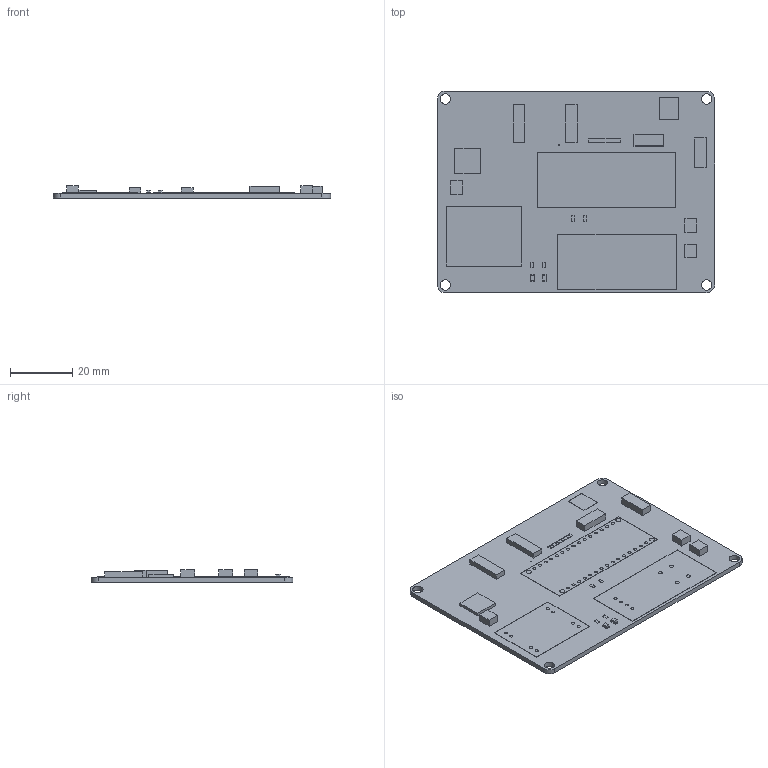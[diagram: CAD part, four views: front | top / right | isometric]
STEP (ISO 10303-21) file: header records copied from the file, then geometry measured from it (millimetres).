
FILE_DESCRIPTION(/* description */ (''),/* implementation_level */ '2;1');
FILE_NAME(/* name */ '04a0a3d5-8548-43e5-bb67-3e6d682bfcc3.stp',/* time_stamp */ '2023-11-04T03:41:40Z',/* author */ (''),/* organization */ (''),/* preprocessor_version */ 'ST-DEVELOPER v20',/* originating_system */ 'Autodesk Translation Framework v12.14.0.127',/* authorisation */ '');
FILE_SCHEMA (('AUTOMOTIVE_DESIGN { 1 0 10303 214 3 1 1 }'));
Length unit declared in the file: millimetre
Products named in the file (14): 04a0a3d5-8548-43e5-bb67-3e6d682bfcc3; PCB Component; Board; LOGO; 1X04_LONGPADS; ARDUINO-NANO-3.0; 47; CHIP-LED0805; 1X04_LONGPADS (1); 1X05_LONGPADS; DCDC; DC_MC; 1X02_LONGPADS; POWER_JACKPOWER_JACK_SLOT
Assembly tree (21 placements, depth 3):
  04a0a3d5-8548-43e5-bb67-3e6d682bfcc3
    PCB Component
      Board
      LOGO
      1X04_LONGPADS
      ARDUINO-NANO-3.0
      47  x4
      CHIP-LED0805  x2
      1X04_LONGPADS (1)  x2
      1X05_LONGPADS  x2
      DCDC
      DC_MC
      1X02_LONGPADS  x3
      POWER_JACKPOWER_JACK_SLOT
Bounding box: 88.93 x 64.77 x 3.95 mm (x, y, z)
Volume: 9567.4 mm3; surface area: 17243.9 mm2
Topology: 20 solids, 20 shells, 265 faces, 669 edges, 446 vertices
Faces by surface type: plane 166, cylinder 99
Full cylindrical faces by diameter (mm): 0.33 x1, 1 x30, 1.016 x12, 1.118 x28, 1.27 x4, 1.651 x4, 3.302 x4
Entity records: 7137 total; most frequent: DIRECTION 1169, CARTESIAN_POINT 1086, ORIENTED_EDGE 1026, EDGE_CURVE 513, AXIS2_PLACEMENT_3D 425, EDGE_LOOP 369, VERTEX_POINT 342, LINE 319
